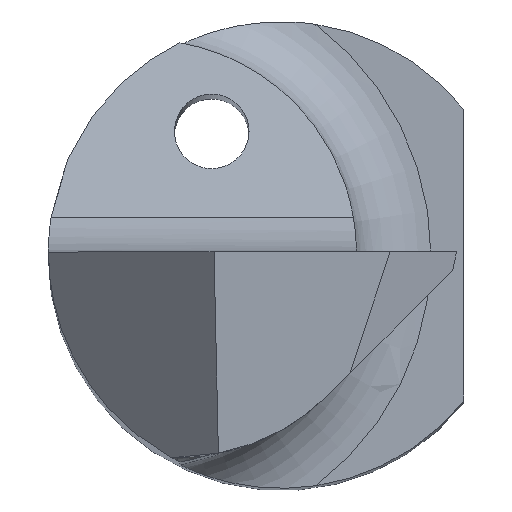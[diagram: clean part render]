
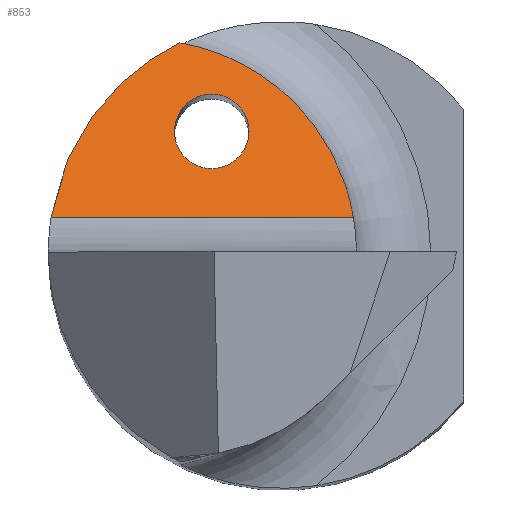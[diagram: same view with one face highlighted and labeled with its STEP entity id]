
A CAD part, top view. The second image highlights one B-rep face of the part: STEP entity #853.
In plain terms, the highlighted planar face has unit normal (0, 0.766, 0.643).
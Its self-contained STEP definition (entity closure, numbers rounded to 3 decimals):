
#25 = LINE ( 'NONE', #97, #595 ) ;
#59 = ORIENTED_EDGE ( 'NONE', *, *, #376, .T. ) ;
#71 = CARTESIAN_POINT ( 'NONE',  ( -1.15, 1.299, 30.133 ) ) ;
#84 = CARTESIAN_POINT ( 'NONE',  ( -0.35, 1.299, 30.133 ) ) ;
#97 = CARTESIAN_POINT ( 'NONE',  ( -2.5, 0.374, 31.235 ) ) ;
#102 = CARTESIAN_POINT ( 'NONE',  ( -2.472, 0.374, 31.235 ) ) ;
#181 = EDGE_CURVE ( 'NONE', #342, #488, #950, .T. ) ;
#287 = VERTEX_POINT ( 'NONE', #84 ) ;
#299 = CARTESIAN_POINT ( 'NONE',  ( -1.09, 2.25, 29. ) ) ;
#304 = CARTESIAN_POINT ( 'NONE',  ( -1.09, 2.25, 29. ) ) ;
#342 = VERTEX_POINT ( 'NONE', #102 ) ;
#345 = VERTEX_POINT ( 'NONE', #398 ) ;
#353 = ORIENTED_EDGE ( 'NONE', *, *, #864, .T. ) ;
#362 = CARTESIAN_POINT ( 'NONE',  ( -0.35, 2.099, 29.18 ) ) ;
#374 = CARTESIAN_POINT ( 'NONE',  ( -0.35, 1.299, 30.133 ) ) ;
#376 = EDGE_CURVE ( 'NONE', #342, #613, #25, .T. ) ;
#378 = CARTESIAN_POINT ( 'NONE',  ( -0.35, 0.499, 31.087 ) ) ;
#380 = CARTESIAN_POINT ( 'NONE',  ( 0.769, 0.374, 31.235 ) ) ;
#398 = CARTESIAN_POINT ( 'NONE',  ( -1.15, 1.299, 30.133 ) ) ;
#446 = CARTESIAN_POINT ( 'NONE',  ( -1.847, 1.883, 29.437 ) ) ;
#452 = CARTESIAN_POINT ( 'NONE',  ( 0.605, 1.364, 30.056 ) ) ;
#488 = VERTEX_POINT ( 'NONE', #562 ) ;
#512 = EDGE_LOOP ( 'NONE', ( #59, #694, #941 ) ) ;
#516 = CARTESIAN_POINT ( 'NONE',  ( -2.472, 0.374, 31.235 ) ) ;
#562 = CARTESIAN_POINT ( 'NONE',  ( -1.09, 2.25, 29. ) ) ;
#577 = CARTESIAN_POINT ( 'NONE',  ( -1.15, 2.099, 29.18 ) ) ;
#592 = DIRECTION ( 'NONE',  ( 0., -0.766, -0.643 ) ) ;
#595 = VECTOR ( 'NONE', #766, 1000. ) ;
#613 = VERTEX_POINT ( 'NONE', #942 ) ;
#621 = AXIS2_PLACEMENT_3D ( 'NONE', #733, #592, #658 ) ;
#656 = EDGE_CURVE ( 'NONE', #345, #287, #782, .T. ) ;
#658 = DIRECTION ( 'NONE',  ( 0., 0.643, -0.766 ) ) ;
#667 = PLANE ( 'NONE',  #621 ) ;
#690 = FACE_BOUND ( 'NONE', #938, .T. ) ;
#694 = ORIENTED_EDGE ( 'NONE', *, *, #811, .F. ) ;
#726 = FACE_OUTER_BOUND ( 'NONE', #512, .T. ) ;
#733 = CARTESIAN_POINT ( 'NONE',  ( -2.5, 2.25, 29. ) ) ;
#755 =( BOUNDED_CURVE ( )  B_SPLINE_CURVE ( 3, ( #299, #887, #452, #380 ),
 .UNSPECIFIED., .F., .F. ) 
 B_SPLINE_CURVE_WITH_KNOTS ( ( 4, 4 ),
 ( 0.174, 1.406 ),
 .UNSPECIFIED. ) 
 CURVE ( )  GEOMETRIC_REPRESENTATION_ITEM ( )  RATIONAL_B_SPLINE_CURVE ( ( 1., 0.877, 0.877, 1. ) ) 
 REPRESENTATION_ITEM ( '' )  );
#766 = DIRECTION ( 'NONE',  ( 1., 0., 0. ) ) ;
#782 =( BOUNDED_CURVE ( )  B_SPLINE_CURVE ( 3, ( #71, #577, #362, #947 ),
 .UNSPECIFIED., .F., .F. ) 
 B_SPLINE_CURVE_WITH_KNOTS ( ( 4, 4 ),
 ( 4.712, 7.854 ),
 .UNSPECIFIED. ) 
 CURVE ( )  GEOMETRIC_REPRESENTATION_ITEM ( )  RATIONAL_B_SPLINE_CURVE ( ( 1., 0.333, 0.333, 1. ) ) 
 REPRESENTATION_ITEM ( '' )  );
#798 = CARTESIAN_POINT ( 'NONE',  ( -1.15, 0.499, 31.087 ) ) ;
#802 = CARTESIAN_POINT ( 'NONE',  ( -2.346, 1.206, 30.244 ) ) ;
#811 = EDGE_CURVE ( 'NONE', #488, #613, #755, .T. ) ;
#847 =( BOUNDED_CURVE ( )  B_SPLINE_CURVE ( 3, ( #374, #378, #798, #951 ),
 .UNSPECIFIED., .F., .F. ) 
 B_SPLINE_CURVE_WITH_KNOTS ( ( 4, 4 ),
 ( 1.571, 4.712 ),
 .UNSPECIFIED. ) 
 CURVE ( )  GEOMETRIC_REPRESENTATION_ITEM ( )  RATIONAL_B_SPLINE_CURVE ( ( 1., 0.333, 0.333, 1. ) ) 
 REPRESENTATION_ITEM ( '' )  );
#853 = ADVANCED_FACE ( 'NONE', ( #690, #726 ), #667, .F. ) ;
#864 = EDGE_CURVE ( 'NONE', #287, #345, #847, .T. ) ;
#887 = CARTESIAN_POINT ( 'NONE',  ( -0.102, 2.077, 29.207 ) ) ;
#938 = EDGE_LOOP ( 'NONE', ( #948, #353 ) ) ;
#941 = ORIENTED_EDGE ( 'NONE', *, *, #181, .F. ) ;
#942 = CARTESIAN_POINT ( 'NONE',  ( 0.769, 0.374, 31.235 ) ) ;
#947 = CARTESIAN_POINT ( 'NONE',  ( -0.35, 1.299, 30.133 ) ) ;
#948 = ORIENTED_EDGE ( 'NONE', *, *, #656, .T. ) ;
#950 =( BOUNDED_CURVE ( )  B_SPLINE_CURVE ( 3, ( #516, #802, #446, #304 ),
 .UNSPECIFIED., .F., .F. ) 
 B_SPLINE_CURVE_WITH_KNOTS ( ( 4, 4 ),
 ( 4.863, 5.832 ),
 .UNSPECIFIED. ) 
 CURVE ( )  GEOMETRIC_REPRESENTATION_ITEM ( )  RATIONAL_B_SPLINE_CURVE ( ( 1., 0.923, 0.923, 1. ) ) 
 REPRESENTATION_ITEM ( '' )  );
#951 = CARTESIAN_POINT ( 'NONE',  ( -1.15, 1.299, 30.133 ) ) ;
